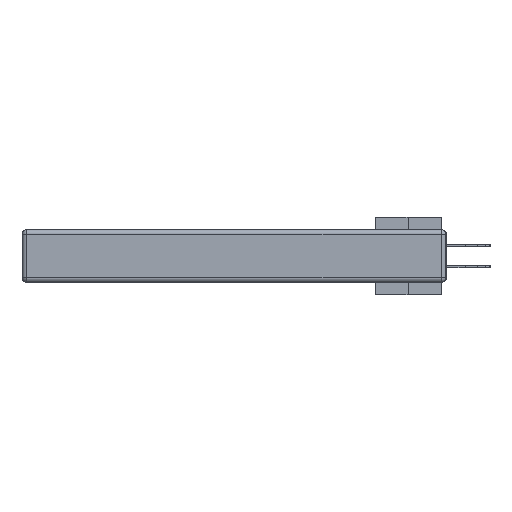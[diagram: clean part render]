
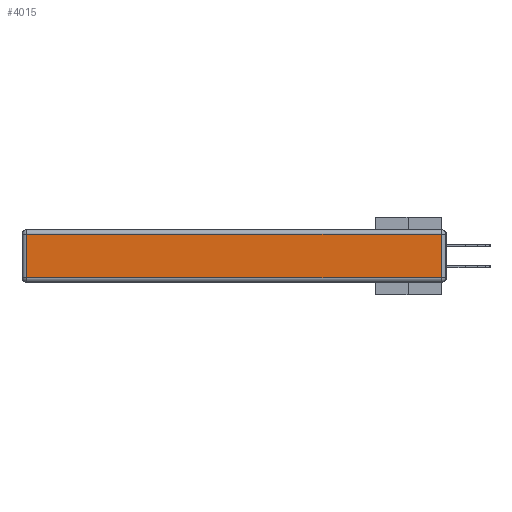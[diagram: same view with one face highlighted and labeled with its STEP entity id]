
A CAD part, left-side view. The second image highlights one B-rep face of the part: STEP entity #4015.
In plain terms, the highlighted planar face has unit normal (-1, 0, 0).
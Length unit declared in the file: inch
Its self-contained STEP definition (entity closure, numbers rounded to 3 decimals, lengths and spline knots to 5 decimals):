
#134 = CARTESIAN_POINT ( 'NONE',  ( 0., 0.03, -0.03 ) ) ;
#441 = DIRECTION ( 'NONE',  ( 0., 0., -1. ) ) ;
#798 = VERTEX_POINT ( 'NONE', #42496 ) ;
#1314 = DIRECTION ( 'NONE',  ( 0., 1., 0. ) ) ;
#2052 = EDGE_CURVE ( 'NONE', #10314, #37203, #4029, .T. ) ;
#4015 = ADVANCED_FACE ( 'NONE', ( #5002 ), #47233, .T. ) ;
#4029 = LINE ( 'NONE', #35410, #35589 ) ;
#4480 = CARTESIAN_POINT ( 'NONE',  ( 0., 2.72, -0.313 ) ) ;
#4523 = AXIS2_PLACEMENT_3D ( 'NONE', #28612, #43050, #32482 ) ;
#5002 = FACE_OUTER_BOUND ( 'NONE', #15480, .T. ) ;
#10314 = VERTEX_POINT ( 'NONE', #4480 ) ;
#13007 = ORIENTED_EDGE ( 'NONE', *, *, #15731, .T. ) ;
#13620 = VECTOR ( 'NONE', #441, 39.37008 ) ;
#15480 = EDGE_LOOP ( 'NONE', ( #40286, #13007, #24655, #21344 ) ) ;
#15731 = EDGE_CURVE ( 'NONE', #37203, #44371, #22904, .T. ) ;
#16420 = LINE ( 'NONE', #34780, #35151 ) ;
#18319 = EDGE_CURVE ( 'NONE', #44371, #798, #16420, .T. ) ;
#21344 = ORIENTED_EDGE ( 'NONE', *, *, #33619, .T. ) ;
#22904 = LINE ( 'NONE', #31458, #24627 ) ;
#23573 = CARTESIAN_POINT ( 'NONE',  ( 0., 0.03, -0.313 ) ) ;
#23997 = DIRECTION ( 'NONE',  ( 0., -1., 0. ) ) ;
#24627 = VECTOR ( 'NONE', #38945, 39.37008 ) ;
#24655 = ORIENTED_EDGE ( 'NONE', *, *, #18319, .T. ) ;
#28612 = CARTESIAN_POINT ( 'NONE',  ( 0., 0., -0.343 ) ) ;
#31458 = CARTESIAN_POINT ( 'NONE',  ( 0., 0.03, -0.343 ) ) ;
#32482 = DIRECTION ( 'NONE',  ( 0., 0., 1. ) ) ;
#33619 = EDGE_CURVE ( 'NONE', #798, #10314, #46250, .T. ) ;
#34780 = CARTESIAN_POINT ( 'NONE',  ( 0., 2.75, -0.03 ) ) ;
#35151 = VECTOR ( 'NONE', #1314, 39.37008 ) ;
#35410 = CARTESIAN_POINT ( 'NONE',  ( 0., 0., -0.313 ) ) ;
#35589 = VECTOR ( 'NONE', #23997, 39.37008 ) ;
#37203 = VERTEX_POINT ( 'NONE', #23573 ) ;
#38945 = DIRECTION ( 'NONE',  ( 0., 0., 1. ) ) ;
#40286 = ORIENTED_EDGE ( 'NONE', *, *, #2052, .T. ) ;
#41373 = CARTESIAN_POINT ( 'NONE',  ( 0., 2.72, -0.343 ) ) ;
#42496 = CARTESIAN_POINT ( 'NONE',  ( 0., 2.72, -0.03 ) ) ;
#43050 = DIRECTION ( 'NONE',  ( -1., 0., 0. ) ) ;
#44371 = VERTEX_POINT ( 'NONE', #134 ) ;
#46250 = LINE ( 'NONE', #41373, #13620 ) ;
#47233 = PLANE ( 'NONE',  #4523 ) ;
